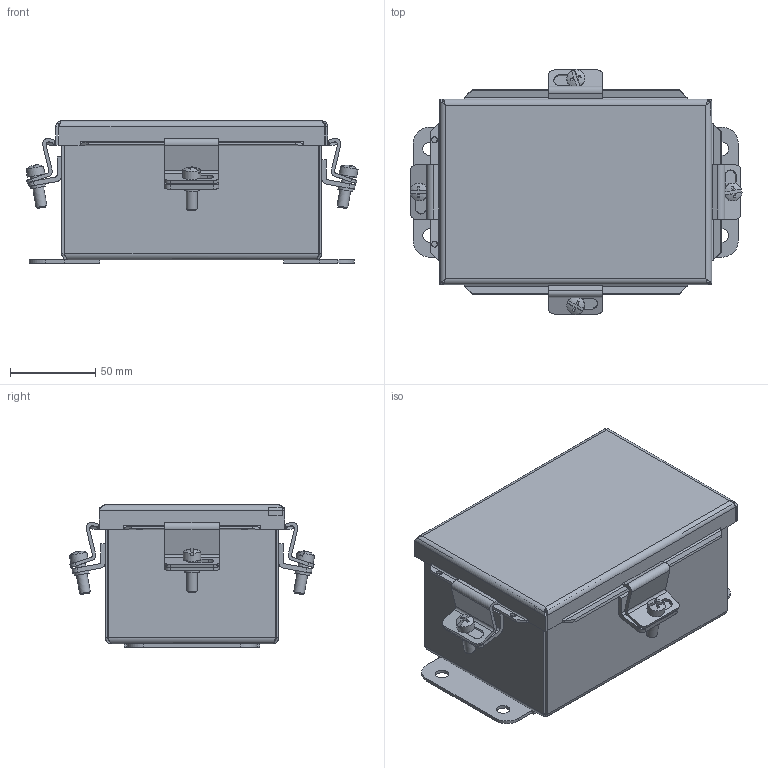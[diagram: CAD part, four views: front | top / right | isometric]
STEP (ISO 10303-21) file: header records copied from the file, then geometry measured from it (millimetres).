
FILE_DESCRIPTION(/* description */ ('NEMA4,JIC,CS,6X4X3'),/* implementation_level */ '2;1');
FILE_NAME(/* name */ 'BN4060403.stp',/* time_stamp */ '2021-10-23T16:09:05-05:00',/* author */ ('samuelbadillo'),/* organization */ (''),/* preprocessor_version */ 'ST-DEVELOPER v18',/* originating_system */ 'Autodesk Inventor 2020',/* authorisation */ '');
FILE_SCHEMA (('AUTOMOTIVE_DESIGN { 1 0 10303 214 3 1 1 }'));
Length unit declared in the file: inch
Products named in the file (10): BN4060403; 3499; C2002; 372134; C1001; 316160; B_0604_LID; 38811; B_060403_BKP; 3481
Assembly tree (23 placements, depth 2):
  BN4060403
    3499  x4
    372134  x4
    C1001  x4
    C2002  x4
    316160  x2
    B_0604_LID
    38811
    B_060403_BKP
    3481  x2
Bounding box: 194.59 x 143.68 x 83.41 mm (x, y, z)
Volume: 194313.2 mm3; surface area: 223230.7 mm2
Topology: 23 solids, 23 shells, 494 faces, 1216 edges, 781 vertices
Faces by surface type: plane 311, cylinder 120, bspline 48, sphere 8, cone 5, torus 2
Full cylindrical faces by diameter (mm): 3.556 x2, 3.962 x4, 4.826 x1, 4.978 x4, 6.35 x5, 7.62 x4, 7.874 x4, 8.738 x4, 10.402 x4, 15.875 x4
Entity records: 9481 total; most frequent: CARTESIAN_POINT 2480, ORIENTED_EDGE 1328, DIRECTION 1255, EDGE_CURVE 664, LINE 481, VECTOR 481, VERTEX_POINT 407, AXIS2_PLACEMENT_3D 387
